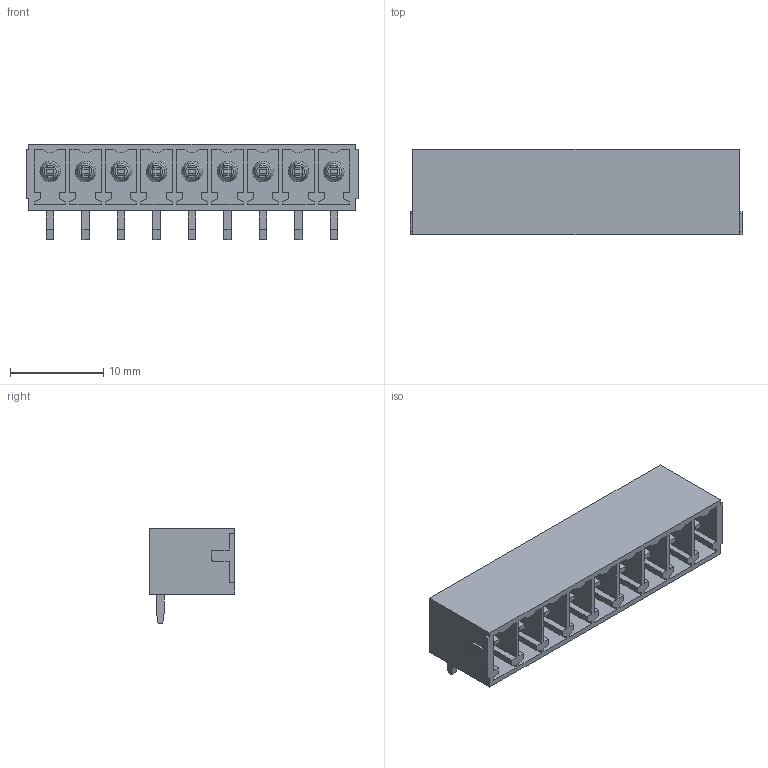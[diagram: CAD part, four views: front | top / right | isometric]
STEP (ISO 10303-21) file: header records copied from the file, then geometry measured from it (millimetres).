
FILE_DESCRIPTION(('CATIA V5 STEP Exchange','CAx-IF Rec.Pracs.--- Model Styling and Organization---1.2---2011-12-15'),'2;1');
FILE_NAME ('D1447370_0_1036560000_1036560000.stp','2018-10-12T06:27:21+00:00',('none'),('Weidmueller'),'CATIA Version 5-6 Release 2014','CATIA V5 STEP AP214','none');
FILE_SCHEMA(('AUTOMOTIVE_DESIGN { 1 0 10303 214 1 1 1 1 }'));
Length unit declared in the file: millimetre
Products named in the file (1): 1036560000
Bounding box: 35.68 x 9.2 x 10.3 mm (x, y, z)
Volume: 987.3 mm3; surface area: 3363.6 mm2
Topology: 10 solids, 10 shells, 610 faces, 1716 edges, 1144 vertices
Faces by surface type: plane 548, cylinder 26, cone 18, torus 18
Entity records: 17561 total; most frequent: ORIENTED_EDGE 3432, CARTESIAN_POINT 3120, DIRECTION 2234, EDGE_CURVE 1716, VECTOR 1592, LINE 1592, VERTEX_POINT 1144, EDGE_LOOP 646
